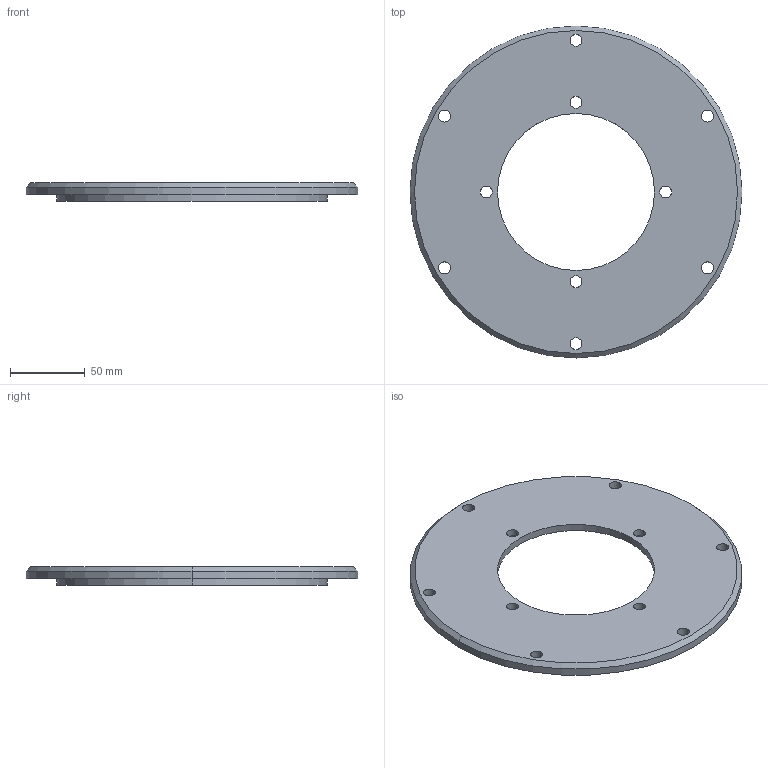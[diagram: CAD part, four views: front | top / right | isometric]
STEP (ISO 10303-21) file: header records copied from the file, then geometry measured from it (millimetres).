
FILE_DESCRIPTION (( 'STEP AP214' ), '1' );
FILE_NAME ('deport disque.STEP', '2018-01-17T19:34:58', ( '' ), ( '' ), 'SwSTEP 2.0', 'SolidWorks 2016', '' );
FILE_SCHEMA (( 'AUTOMOTIVE_DESIGN' ));
Length unit declared in the file: millimetre
Products named in the file (1): deport disque
Bounding box: 222 x 222 x 12.5 mm (x, y, z)
Volume: 193160.4 mm3; surface area: 73498 mm2
Topology: 1 solids, 1 shells, 34 faces, 88 edges, 58 vertices
Faces by surface type: cylinder 28, plane 4, cone 2
Entity records: 1152 total; most frequent: DIRECTION 216, CARTESIAN_POINT 181, ORIENTED_EDGE 176, AXIS2_PLACEMENT_3D 93, EDGE_CURVE 88, VERTEX_POINT 58, EDGE_LOOP 58, CIRCLE 58
